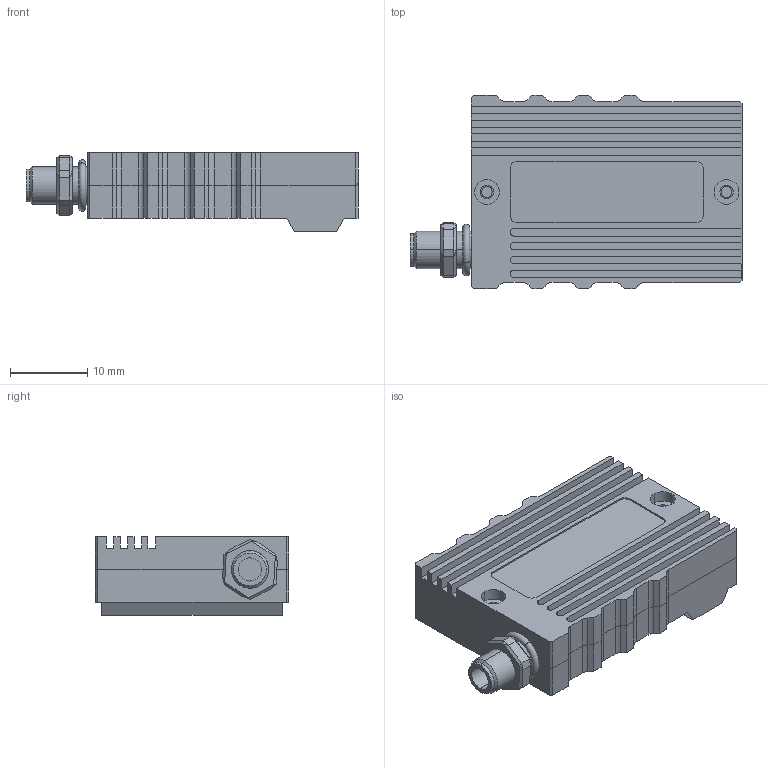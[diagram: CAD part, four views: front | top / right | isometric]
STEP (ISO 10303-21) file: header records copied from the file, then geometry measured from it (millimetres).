
FILE_DESCRIPTION (( 'STEP AP214' ), '1' );
FILE_NAME ('TR-1A.STEP', '2020-03-11T16:04:04', ( '' ), ( '' ), 'SwSTEP 2.0', 'SolidWorks 2019', '' );
FILE_SCHEMA (( 'AUTOMOTIVE_DESIGN' ));
Length unit declared in the file: millimetre
Products named in the file (10): PCB; MC_shield_3D; bottom1; TR-1A; PXMBNI05RPM04APC; top2; LED; nut; PCB_SF1a; ring
Assembly tree (11 placements, depth 2):
  TR-1A
    PCB
    PCB_SF1a
    MC_shield_3D
    bottom1
    PXMBNI05RPM04APC
    LED  x3
    top2
    ring
    nut
Bounding box: 42.95 x 25 x 10.2 mm (x, y, z)
Volume: 4326.4 mm3; surface area: 10026.7 mm2
Topology: 15 solids, 15 shells, 1120 faces, 3101 edges, 2014 vertices
Faces by surface type: plane 801, cylinder 289, cone 20, sphere 8, torus 2
Entity records: 38990 total; most frequent: CARTESIAN_POINT 6181, ORIENTED_EDGE 6130, DIRECTION 5913, EDGE_CURVE 3065, LINE 2461, VECTOR 2461, VERTEX_POINT 1994, AXIS2_PLACEMENT_3D 1726
